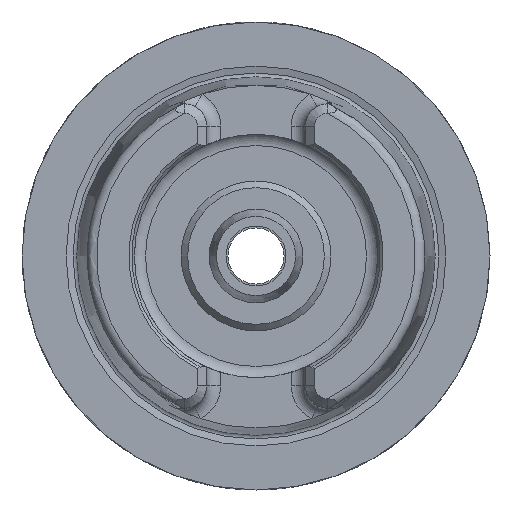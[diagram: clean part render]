
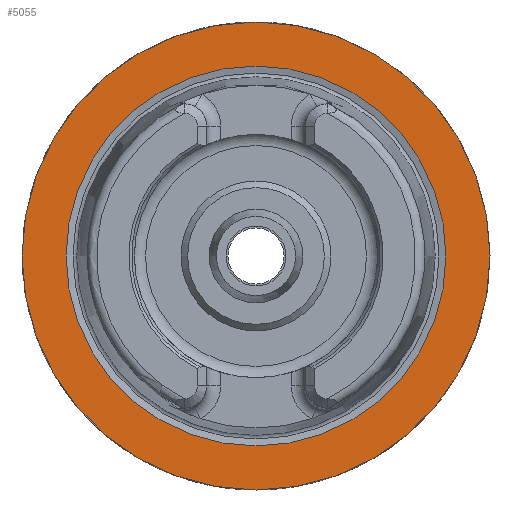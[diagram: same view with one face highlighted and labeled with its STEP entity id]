
A CAD part, left-side view. The second image highlights one B-rep face of the part: STEP entity #5055.
In plain terms, the highlighted planar face has unit normal (-1, 0, 0).
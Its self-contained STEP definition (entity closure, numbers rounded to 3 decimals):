
#4567=CARTESIAN_POINT('',(0.0,25.,0.0));
#4568=VERTEX_POINT('',#4567);
#4569=CARTESIAN_POINT('',(0.0,0.0,0.0));
#4570=DIRECTION('',(1.0,0.0,0.0));
#4571=DIRECTION('',(0.0,1.0,0.0));
#4572=AXIS2_PLACEMENT_3D('',#4569,#4570,#4571);
#4573=CIRCLE('',#4572,25.);
#4574=EDGE_CURVE('',#4568,#4568,#4573,.T.);
#5029=CARTESIAN_POINT('',(0.0,20.296,0.0));
#5030=VERTEX_POINT('',#5029);
#5031=CARTESIAN_POINT('',(0.0,0.0,0.0));
#5032=DIRECTION('',(1.0,0.0,0.0));
#5033=DIRECTION('',(0.0,1.0,0.0));
#5034=AXIS2_PLACEMENT_3D('',#5031,#5032,#5033);
#5035=CIRCLE('',#5034,20.296);
#5036=EDGE_CURVE('',#5030,#5030,#5035,.T.);
#5044=CARTESIAN_POINT('',(0.0,22.648,0.0));
#5045=DIRECTION('',(-1.0,0.0,0.0));
#5046=DIRECTION('',(0.0,0.0,1.0));
#5047=AXIS2_PLACEMENT_3D('',#5044,#5045,#5046);
#5048=PLANE('',#5047);
#5049=ORIENTED_EDGE('',*,*,#4574,.F.);
#5050=EDGE_LOOP('',(#5049));
#5051=FACE_OUTER_BOUND('',#5050,.T.);
#5052=ORIENTED_EDGE('',*,*,#5036,.T.);
#5053=EDGE_LOOP('',(#5052));
#5054=FACE_BOUND('',#5053,.T.);
#5055=ADVANCED_FACE('',(#5051,#5054),#5048,.T.);
